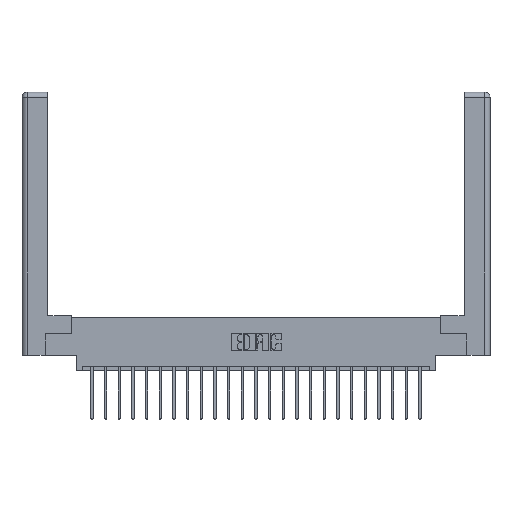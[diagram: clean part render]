
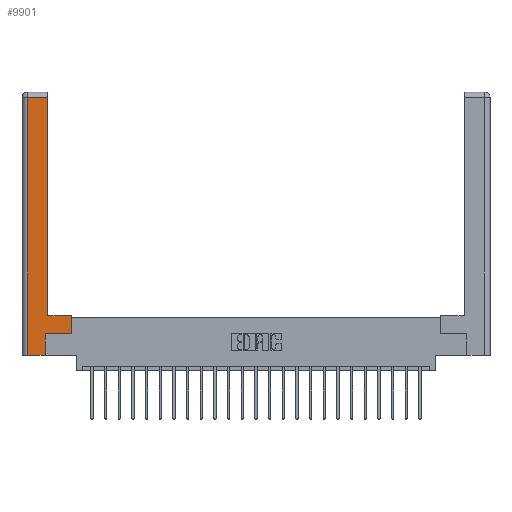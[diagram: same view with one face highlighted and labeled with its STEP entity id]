
A CAD part, top view. The second image highlights one B-rep face of the part: STEP entity #9901.
In plain terms, the highlighted planar face has unit normal (0, 0, 1).
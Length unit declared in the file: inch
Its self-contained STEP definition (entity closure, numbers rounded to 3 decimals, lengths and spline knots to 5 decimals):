
#150 = EDGE_CURVE ( 'NONE', #13031, #9505, #9313, .T. ) ;
#609 = CARTESIAN_POINT ( 'NONE',  ( 0.265, 0., 0. ) ) ;
#737 = VECTOR ( 'NONE', #10311, 39.37008 ) ;
#780 = FACE_OUTER_BOUND ( 'NONE', #18192, .T. ) ;
#1330 = EDGE_CURVE ( 'NONE', #22895, #5028, #8099, .T. ) ;
#1756 = VECTOR ( 'NONE', #2728, 39.37008 ) ;
#2078 = LINE ( 'NONE', #609, #3834 ) ;
#2511 = DIRECTION ( 'NONE',  ( -1., 0., 0. ) ) ;
#2600 = LINE ( 'NONE', #5384, #12950 ) ;
#2728 = DIRECTION ( 'NONE',  ( 0., 1., 0. ) ) ;
#2783 = CARTESIAN_POINT ( 'NONE',  ( 0.265, 0., 0. ) ) ;
#3400 = ORIENTED_EDGE ( 'NONE', *, *, #5273, .T. ) ;
#3417 = CARTESIAN_POINT ( 'NONE',  ( 0., 0., 0. ) ) ;
#3834 = VECTOR ( 'NONE', #19271, 39.37008 ) ;
#4406 = LINE ( 'NONE', #17656, #1756 ) ;
#5028 = VERTEX_POINT ( 'NONE', #11706 ) ;
#5062 = DIRECTION ( 'NONE',  ( 0., -1., 0. ) ) ;
#5169 = DIRECTION ( 'NONE',  ( -1., 0., 0. ) ) ;
#5273 = EDGE_CURVE ( 'NONE', #5028, #13229, #2600, .T. ) ;
#5384 = CARTESIAN_POINT ( 'NONE',  ( 0.565, 0.245, 0. ) ) ;
#6080 = VERTEX_POINT ( 'NONE', #17915 ) ;
#7074 = CARTESIAN_POINT ( 'NONE',  ( 0.565, 0.45, 0. ) ) ;
#7182 = LINE ( 'NONE', #21712, #7463 ) ;
#7293 = EDGE_CURVE ( 'NONE', #21018, #22895, #2078, .T. ) ;
#7463 = VECTOR ( 'NONE', #8590, 39.37008 ) ;
#8099 = LINE ( 'NONE', #8538, #737 ) ;
#8538 = CARTESIAN_POINT ( 'NONE',  ( 0.265, 0.245, 0. ) ) ;
#8590 = DIRECTION ( 'NONE',  ( -1., 0., 0. ) ) ;
#8593 = CARTESIAN_POINT ( 'NONE',  ( 0.0615, 0., 0. ) ) ;
#9116 = EDGE_CURVE ( 'NONE', #9505, #21018, #15840, .T. ) ;
#9313 = LINE ( 'NONE', #21716, #13478 ) ;
#9411 = ORIENTED_EDGE ( 'NONE', *, *, #24275, .T. ) ;
#9505 = VERTEX_POINT ( 'NONE', #22576 ) ;
#9901 = ADVANCED_FACE ( 'NONE', ( #780 ), #16284, .F. ) ;
#10127 = ORIENTED_EDGE ( 'NONE', *, *, #150, .T. ) ;
#10311 = DIRECTION ( 'NONE',  ( 0., 1., 0. ) ) ;
#11457 = VECTOR ( 'NONE', #5062, 39.37008 ) ;
#11706 = CARTESIAN_POINT ( 'NONE',  ( 0.265, 0.245, 0. ) ) ;
#12359 = ORIENTED_EDGE ( 'NONE', *, *, #13817, .T. ) ;
#12586 = ORIENTED_EDGE ( 'NONE', *, *, #9116, .T. ) ;
#12627 = CARTESIAN_POINT ( 'NONE',  ( 0.295, 2.94, 0. ) ) ;
#12793 = DIRECTION ( 'NONE',  ( 0., 1., 0. ) ) ;
#12950 = VECTOR ( 'NONE', #16362, 39.37008 ) ;
#13031 = VERTEX_POINT ( 'NONE', #12627 ) ;
#13229 = VERTEX_POINT ( 'NONE', #21105 ) ;
#13478 = VECTOR ( 'NONE', #2511, 39.37008 ) ;
#13656 = CARTESIAN_POINT ( 'NONE',  ( 0.565, 0.45, 0. ) ) ;
#13817 = EDGE_CURVE ( 'NONE', #6080, #13031, #4406, .T. ) ;
#14614 = ORIENTED_EDGE ( 'NONE', *, *, #23130, .T. ) ;
#15840 = LINE ( 'NONE', #8593, #11457 ) ;
#16284 = PLANE ( 'NONE',  #21120 ) ;
#16362 = DIRECTION ( 'NONE',  ( 1., 0., 0. ) ) ;
#17656 = CARTESIAN_POINT ( 'NONE',  ( 0.295, 3., 0. ) ) ;
#17915 = CARTESIAN_POINT ( 'NONE',  ( 0.295, 0.45, 0. ) ) ;
#18132 = LINE ( 'NONE', #7074, #18434 ) ;
#18192 = EDGE_LOOP ( 'NONE', ( #12359, #10127, #12586, #19895, #20224, #3400, #14614, #9411 ) ) ;
#18254 = CARTESIAN_POINT ( 'NONE',  ( 0.0615, 0., 0. ) ) ;
#18434 = VECTOR ( 'NONE', #12793, 39.37008 ) ;
#19271 = DIRECTION ( 'NONE',  ( 1., 0., 0. ) ) ;
#19895 = ORIENTED_EDGE ( 'NONE', *, *, #7293, .T. ) ;
#20224 = ORIENTED_EDGE ( 'NONE', *, *, #1330, .T. ) ;
#20394 = DIRECTION ( 'NONE',  ( 0., 0., -1. ) ) ;
#21018 = VERTEX_POINT ( 'NONE', #18254 ) ;
#21105 = CARTESIAN_POINT ( 'NONE',  ( 0.565, 0.245, 0. ) ) ;
#21120 = AXIS2_PLACEMENT_3D ( 'NONE', #3417, #20394, #5169 ) ;
#21372 = VERTEX_POINT ( 'NONE', #13656 ) ;
#21712 = CARTESIAN_POINT ( 'NONE',  ( 0.295, 0.45, 0. ) ) ;
#21716 = CARTESIAN_POINT ( 'NONE',  ( 0.0615, 2.94, 0. ) ) ;
#22576 = CARTESIAN_POINT ( 'NONE',  ( 0.0615, 2.94, 0. ) ) ;
#22895 = VERTEX_POINT ( 'NONE', #2783 ) ;
#23130 = EDGE_CURVE ( 'NONE', #13229, #21372, #18132, .T. ) ;
#24275 = EDGE_CURVE ( 'NONE', #21372, #6080, #7182, .T. ) ;
